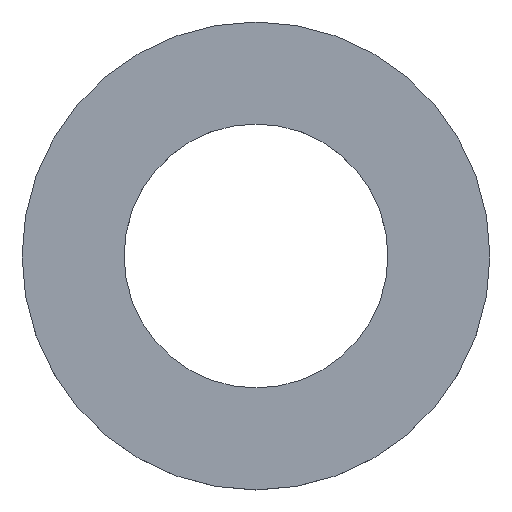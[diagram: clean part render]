
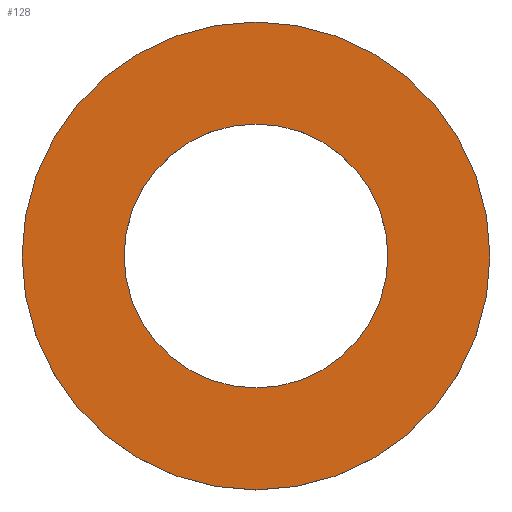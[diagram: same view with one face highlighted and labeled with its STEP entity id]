
A CAD part, top view. The second image highlights one B-rep face of the part: STEP entity #128.
In plain terms, the highlighted planar face has unit normal (0, 0, 1).
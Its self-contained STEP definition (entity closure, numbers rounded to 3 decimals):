
#5 = CIRCLE ( 'NONE', #41, 27.75 ) ;
#7 = FACE_BOUND ( 'NONE', #71, .T. ) ;
#17 = EDGE_CURVE ( 'NONE', #117, #117, #111, .T. ) ;
#22 = VERTEX_POINT ( 'NONE', #65 ) ;
#24 = DIRECTION ( 'NONE',  ( 1., 0., 0. ) ) ;
#25 = FACE_OUTER_BOUND ( 'NONE', #100, .T. ) ;
#29 = DIRECTION ( 'NONE',  ( 0., 0., 1. ) ) ;
#31 = EDGE_CURVE ( 'NONE', #22, #22, #5, .T. ) ;
#41 = AXIS2_PLACEMENT_3D ( 'NONE', #98, #46, #42 ) ;
#42 = DIRECTION ( 'NONE',  ( 1., 0., 0. ) ) ;
#44 = DIRECTION ( 'NONE',  ( 1., 0., 0. ) ) ;
#46 = DIRECTION ( 'NONE',  ( 0., 0., 1. ) ) ;
#52 = CARTESIAN_POINT ( 'NONE',  ( 0., 0., 1.85 ) ) ;
#53 = DIRECTION ( 'NONE',  ( 0., 0., 1. ) ) ;
#65 = CARTESIAN_POINT ( 'NONE',  ( 27.75, 0., 1.85 ) ) ;
#71 = EDGE_LOOP ( 'NONE', ( #78 ) ) ;
#77 = PLANE ( 'NONE',  #112 ) ;
#78 = ORIENTED_EDGE ( 'NONE', *, *, #17, .F. ) ;
#81 = ORIENTED_EDGE ( 'NONE', *, *, #31, .T. ) ;
#82 = CARTESIAN_POINT ( 'NONE',  ( 0., 0., 1.85 ) ) ;
#90 = CARTESIAN_POINT ( 'NONE',  ( 15.65, 0., 1.85 ) ) ;
#98 = CARTESIAN_POINT ( 'NONE',  ( 0., 0., 1.85 ) ) ;
#100 = EDGE_LOOP ( 'NONE', ( #81 ) ) ;
#111 = CIRCLE ( 'NONE', #123, 15.65 ) ;
#112 = AXIS2_PLACEMENT_3D ( 'NONE', #52, #53, #44 ) ;
#117 = VERTEX_POINT ( 'NONE', #90 ) ;
#123 = AXIS2_PLACEMENT_3D ( 'NONE', #82, #29, #24 ) ;
#128 = ADVANCED_FACE ( 'NONE', ( #25, #7 ), #77, .T. ) ;
